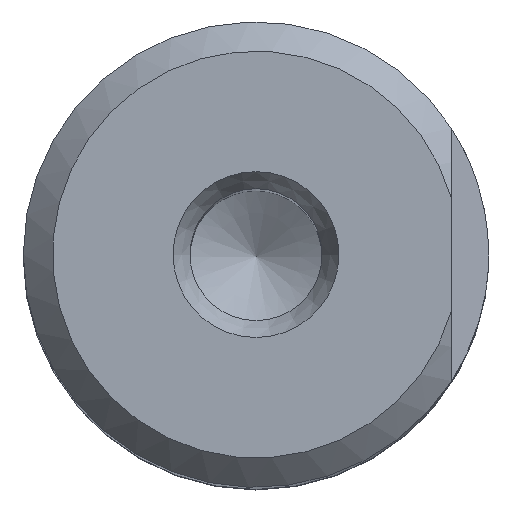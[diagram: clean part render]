
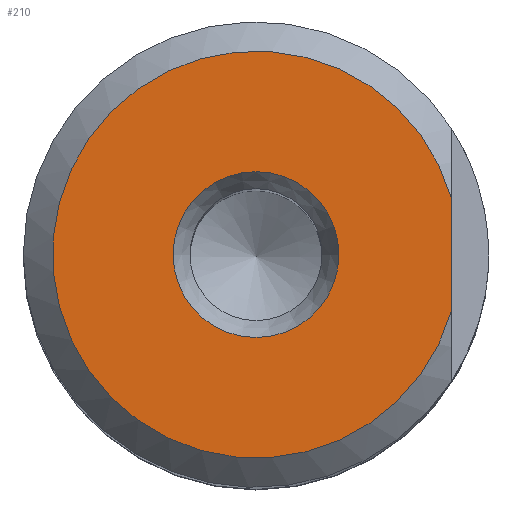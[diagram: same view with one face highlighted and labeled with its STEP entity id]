
A CAD part, top view. The second image highlights one B-rep face of the part: STEP entity #210.
In plain terms, the highlighted planar face has unit normal (0, 0, 1).
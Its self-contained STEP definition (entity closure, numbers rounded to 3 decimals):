
#143=PLANE('',#910);
#210=ADVANCED_FACE('',(#282,#283),#143,.F.);
#282=FACE_BOUND('',#406,.T.);
#283=FACE_BOUND('',#407,.T.);
#406=EDGE_LOOP('',(#604,#605));
#407=EDGE_LOOP('',(#606));
#531=CIRCLE('',#907,13.875);
#532=CIRCLE('',#909,5.655);
#604=ORIENTED_EDGE('',*,*,#820,.T.);
#605=ORIENTED_EDGE('',*,*,#822,.T.);
#606=ORIENTED_EDGE('',*,*,#823,.F.);
#748=VERTEX_POINT('',#1242);
#749=VERTEX_POINT('',#1244);
#750=VERTEX_POINT('',#1252);
#820=EDGE_CURVE('',#749,#748,#531,.T.);
#822=EDGE_CURVE('',#748,#749,#888,.T.);
#823=EDGE_CURVE('',#750,#750,#532,.T.);
#888=LINE('',#1250,#896);
#896=VECTOR('',#1012,1.);
#907=AXIS2_PLACEMENT_3D('',#1243,#1008,#1009);
#909=AXIS2_PLACEMENT_3D('',#1251,#1013,#1014);
#910=AXIS2_PLACEMENT_3D('',#1253,#1015,#1016);
#1008=DIRECTION('',(0.,0.,1.));
#1009=DIRECTION('',(-1.,0.,0.));
#1012=DIRECTION('',(0.,1.,0.));
#1013=DIRECTION('',(0.,0.,1.));
#1014=DIRECTION('',(1.,0.,0.));
#1015=DIRECTION('',(0.,0.,-1.));
#1016=DIRECTION('',(-1.,0.,0.));
#1242=CARTESIAN_POINT('',(13.325,-3.868,68.));
#1243=CARTESIAN_POINT('',(0.,0.,68.));
#1244=CARTESIAN_POINT('',(13.325,3.868,68.));
#1250=CARTESIAN_POINT('',(13.325,-31.75,68.));
#1251=CARTESIAN_POINT('',(0.,0.,68.));
#1252=CARTESIAN_POINT('',(5.655,0.,68.));
#1253=CARTESIAN_POINT('',(15.875,0.,68.));
